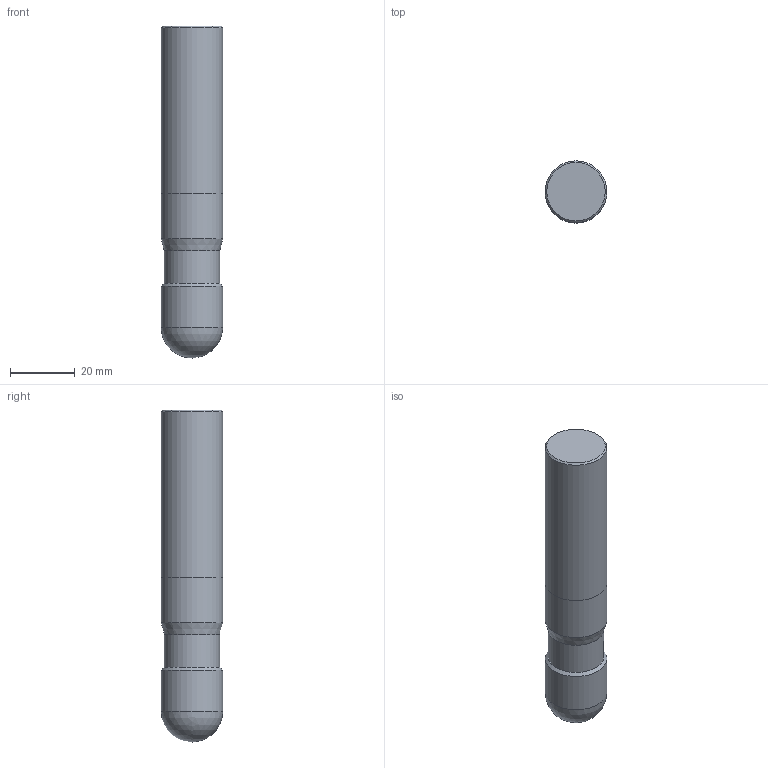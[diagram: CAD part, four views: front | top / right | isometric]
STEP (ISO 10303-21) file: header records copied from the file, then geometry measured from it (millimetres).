
FILE_DESCRIPTION(/* description */ (''),/* implementation_level */ '2;1');
FILE_NAME(/* name */ 'R218.19-00.75-3-21M.stp',/* time_stamp */ '2017-09-14T10:16:53+06:00',/* author */ (''),/* organization */ (''),/* preprocessor_version */ 'ST-DEVELOPER v16',/* originating_system */ 'SIEMENS PLM Software NX 11.0',/* authorisation */ '');
FILE_SCHEMA (('AUTOMOTIVE_DESIGN { 1 0 10303 214 3 1 1 1 }'));
Length unit declared in the file: millimetre
Products named in the file (1): R218.19-00.75-3-21M
Bounding box: 19.05 x 19.05 x 102.4 mm (x, y, z)
Volume: 32506 mm3; surface area: 8431.3 mm2
Topology: 3 solids, 3 shells, 16 faces, 29 edges, 17 vertices
Faces by surface type: cylinder 5, cone 5, plane 4, sphere 2
Full cylindrical faces by diameter (mm): 17.1 x1, 17.9 x1, 19.05 x3
Entity records: 367 total; most frequent: DIRECTION 68, CARTESIAN_POINT 47, AXIS2_PLACEMENT_3D 34, EDGE_LOOP 26, ORIENTED_EDGE 26, FACE_BOUND 20, ADVANCED_FACE 16, VERTEX_POINT 13
